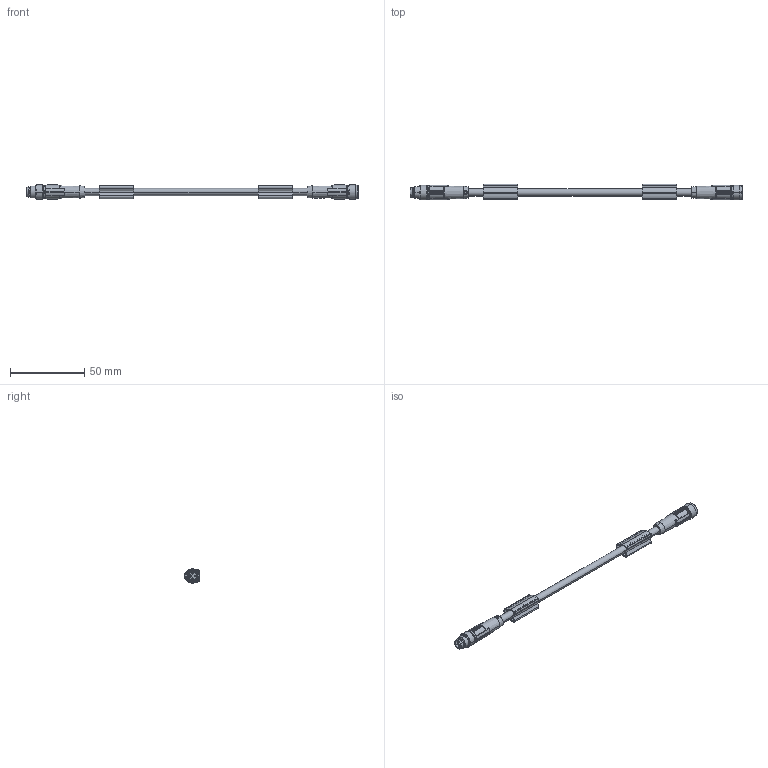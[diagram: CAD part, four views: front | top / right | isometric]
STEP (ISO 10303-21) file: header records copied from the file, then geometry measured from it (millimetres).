
FILE_DESCRIPTION(('HOOPS Exchange Step'),'2;1');
FILE_NAME('export-1E62343F-9E8A-4E1D-83F2-AB2E1AE5CC99.stp','2021-04-13T14:10:38+02:00',('Engineering'),('Alibre'),'HOOPS Exchange 2020.1','Alibre','Unknown authorisation');
FILE_SCHEMA( ('AP242_MANAGED_MODEL_BASED_3D_ENGINEERING_MIM_LF {1 0 10303 442 1 1 4 }') );
Length unit declared in the file: millimetre
Products named in the file (2): 5544 -1 M8 3 Pole Cable L=3000mm MALE-FEMALE Straight Shielded; 5544 M8 3 Pole Cable L=3000mm MALE-FEMALE Straight Shielded
Assembly tree (1 placements, depth 2):
  5544 M8 3 Pole Cable L=3000mm MALE-FEMALE Straight Shielded
    5544 -1 M8 3 Pole Cable L=3000mm MALE-FEMALE Straight Shielded
Bounding box: 223.45 x 10.71 x 10 mm (x, y, z)
Volume: 8353.2 mm3; surface area: 8657.8 mm2
Topology: 1 solids, 4 shells, 1144 faces, 3042 edges, 1998 vertices
Faces by surface type: plane 633, cylinder 245, bspline 156, cone 56, torus 50, sphere 4
Entity records: 49741 total; most frequent: CARTESIAN_POINT 22078, ORIENTED_EDGE 6080, DIRECTION 4939, EDGE_CURVE 3040, VERTEX_POINT 1998, VECTOR 1725, LINE 1725, AXIS2_PLACEMENT_3D 1607
